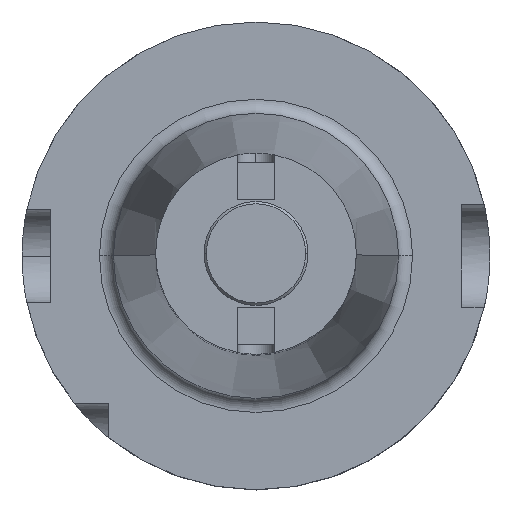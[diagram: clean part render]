
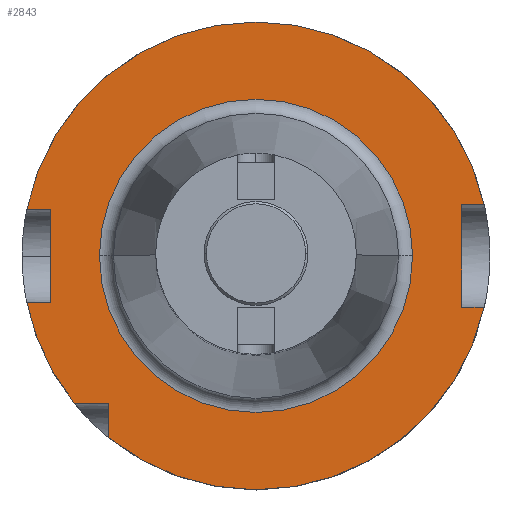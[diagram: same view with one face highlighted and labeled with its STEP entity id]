
A CAD part, top view. The second image highlights one B-rep face of the part: STEP entity #2843.
In plain terms, the highlighted planar face has unit normal (0, 0, 1).
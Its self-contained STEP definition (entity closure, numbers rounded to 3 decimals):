
#22 = DIRECTION ( 'NONE',  ( -1., 0., 0. ) ) ;
#87 = CARTESIAN_POINT ( 'NONE',  ( 0., 10., 29. ) ) ;
#95 = CARTESIAN_POINT ( 'NONE',  ( 0., -11., 29. ) ) ;
#138 = DIRECTION ( 'NONE',  ( 0., 1., 0. ) ) ;
#161 = VECTOR ( 'NONE', #1962, 1000. ) ;
#168 = DIRECTION ( 'NONE',  ( 0., 1., 0. ) ) ;
#185 = EDGE_CURVE ( 'NONE', #1473, #523, #2462, .T. ) ;
#194 = CARTESIAN_POINT ( 'NONE',  ( 0., 11., 29. ) ) ;
#198 = CARTESIAN_POINT ( 'NONE',  ( -44., -10., 29. ) ) ;
#226 = VERTEX_POINT ( 'NONE', #198 ) ;
#314 = AXIS2_PLACEMENT_3D ( 'NONE', #2700, #710, #168 ) ;
#332 = CARTESIAN_POINT ( 'NONE',  ( 48.775, 11., 29. ) ) ;
#349 = VERTEX_POINT ( 'NONE', #2166 ) ;
#391 = PLANE ( 'NONE',  #1791 ) ;
#397 = CARTESIAN_POINT ( 'NONE',  ( 0., -10., 29. ) ) ;
#523 = VERTEX_POINT ( 'NONE', #1092 ) ;
#537 = EDGE_CURVE ( 'NONE', #3346, #1600, #890, .T. ) ;
#574 = VECTOR ( 'NONE', #1636, 1000. ) ;
#605 = CARTESIAN_POINT ( 'NONE',  ( -31.5, -31.5, 29. ) ) ;
#606 = VERTEX_POINT ( 'NONE', #728 ) ;
#632 = VECTOR ( 'NONE', #3500, 1000. ) ;
#639 = CARTESIAN_POINT ( 'NONE',  ( 44., -11., 29. ) ) ;
#710 = DIRECTION ( 'NONE',  ( 0., 0., -1. ) ) ;
#715 = EDGE_CURVE ( 'NONE', #2457, #349, #1870, .T. ) ;
#728 = CARTESIAN_POINT ( 'NONE',  ( -31.5, -38.83, 29. ) ) ;
#757 = CARTESIAN_POINT ( 'NONE',  ( -48.99, 10., 29. ) ) ;
#827 = CARTESIAN_POINT ( 'NONE',  ( 0., -31.5, 29. ) ) ;
#869 = ORIENTED_EDGE ( 'NONE', *, *, #2065, .F. ) ;
#874 = LINE ( 'NONE', #1005, #3052 ) ;
#882 = AXIS2_PLACEMENT_3D ( 'NONE', #3370, #1678, #22 ) ;
#890 = LINE ( 'NONE', #827, #161 ) ;
#943 = ORIENTED_EDGE ( 'NONE', *, *, #3313, .F. ) ;
#1005 = CARTESIAN_POINT ( 'NONE',  ( -31.5, 0., 29. ) ) ;
#1006 = CIRCLE ( 'NONE', #314, 50. ) ;
#1033 = EDGE_CURVE ( 'NONE', #2808, #2457, #2589, .T. ) ;
#1075 = CARTESIAN_POINT ( 'NONE',  ( -44., -10., 29. ) ) ;
#1081 = ORIENTED_EDGE ( 'NONE', *, *, #185, .F. ) ;
#1092 = CARTESIAN_POINT ( 'NONE',  ( 44., -11., 29. ) ) ;
#1130 = EDGE_LOOP ( 'NONE', ( #869, #943 ) ) ;
#1166 = ORIENTED_EDGE ( 'NONE', *, *, #2078, .T. ) ;
#1170 = EDGE_CURVE ( 'NONE', #3371, #523, #1354, .T. ) ;
#1187 = VERTEX_POINT ( 'NONE', #2115 ) ;
#1202 = ORIENTED_EDGE ( 'NONE', *, *, #1884, .F. ) ;
#1212 = DIRECTION ( 'NONE',  ( 0., -1., 0. ) ) ;
#1287 = CIRCLE ( 'NONE', #882, 33.472 ) ;
#1303 = CARTESIAN_POINT ( 'NONE',  ( 33.472, 0., 29. ) ) ;
#1333 = EDGE_CURVE ( 'NONE', #1600, #1187, #1867, .T. ) ;
#1354 = LINE ( 'NONE', #95, #632 ) ;
#1381 = VERTEX_POINT ( 'NONE', #1303 ) ;
#1435 = ORIENTED_EDGE ( 'NONE', *, *, #1033, .F. ) ;
#1473 = VERTEX_POINT ( 'NONE', #3233 ) ;
#1493 = CIRCLE ( 'NONE', #2017, 50. ) ;
#1514 = DIRECTION ( 'NONE',  ( 0., 0., -1. ) ) ;
#1577 = DIRECTION ( 'NONE',  ( 0., 1., 0. ) ) ;
#1595 = CARTESIAN_POINT ( 'NONE',  ( 0., 0., 29. ) ) ;
#1600 = VERTEX_POINT ( 'NONE', #2994 ) ;
#1606 = DIRECTION ( 'NONE',  ( 0., 1., 0. ) ) ;
#1617 = ORIENTED_EDGE ( 'NONE', *, *, #2259, .F. ) ;
#1622 = DIRECTION ( 'NONE',  ( 0., 0., -1. ) ) ;
#1629 = LINE ( 'NONE', #397, #2317 ) ;
#1636 = DIRECTION ( 'NONE',  ( 0., -1., 0. ) ) ;
#1678 = DIRECTION ( 'NONE',  ( 0., 0., 1. ) ) ;
#1708 = VECTOR ( 'NONE', #3001, 1000. ) ;
#1720 = FACE_BOUND ( 'NONE', #1130, .T. ) ;
#1772 = DIRECTION ( 'NONE',  ( -1., 0., 0. ) ) ;
#1786 = VERTEX_POINT ( 'NONE', #3317 ) ;
#1791 = AXIS2_PLACEMENT_3D ( 'NONE', #2918, #2937, #1212 ) ;
#1803 = ORIENTED_EDGE ( 'NONE', *, *, #537, .F. ) ;
#1833 = DIRECTION ( 'NONE',  ( 0., 0., 1. ) ) ;
#1867 = CIRCLE ( 'NONE', #2398, 50. ) ;
#1870 = CIRCLE ( 'NONE', #1974, 50. ) ;
#1884 = EDGE_CURVE ( 'NONE', #3371, #606, #1006, .T. ) ;
#1897 = CARTESIAN_POINT ( 'NONE',  ( 0., 0., 29. ) ) ;
#1962 = DIRECTION ( 'NONE',  ( -1., 0., 0. ) ) ;
#1974 = AXIS2_PLACEMENT_3D ( 'NONE', #3501, #1514, #138 ) ;
#2011 = VECTOR ( 'NONE', #2467, 1000. ) ;
#2016 = EDGE_CURVE ( 'NONE', #349, #3343, #1493, .T. ) ;
#2017 = AXIS2_PLACEMENT_3D ( 'NONE', #3565, #2746, #3532 ) ;
#2034 = CARTESIAN_POINT ( 'NONE',  ( 48.775, -11., 29. ) ) ;
#2041 = ORIENTED_EDGE ( 'NONE', *, *, #2016, .F. ) ;
#2065 = EDGE_CURVE ( 'NONE', #1786, #1381, #2846, .T. ) ;
#2078 = EDGE_CURVE ( 'NONE', #1473, #3343, #3492, .T. ) ;
#2115 = CARTESIAN_POINT ( 'NONE',  ( -48.99, -10., 29. ) ) ;
#2133 = ORIENTED_EDGE ( 'NONE', *, *, #715, .F. ) ;
#2166 = CARTESIAN_POINT ( 'NONE',  ( 0., 50., 29. ) ) ;
#2176 = LINE ( 'NONE', #1075, #574 ) ;
#2259 = EDGE_CURVE ( 'NONE', #1187, #226, #1629, .T. ) ;
#2309 = ORIENTED_EDGE ( 'NONE', *, *, #3263, .T. ) ;
#2317 = VECTOR ( 'NONE', #2712, 1000. ) ;
#2389 = EDGE_LOOP ( 'NONE', ( #1803, #2645, #1202, #3179, #1081, #1166, #2041, #2133, #1435, #2309, #1617, #3225 ) ) ;
#2390 = FACE_OUTER_BOUND ( 'NONE', #2389, .T. ) ;
#2398 = AXIS2_PLACEMENT_3D ( 'NONE', #1897, #1622, #1606 ) ;
#2403 = EDGE_CURVE ( 'NONE', #606, #3346, #874, .T. ) ;
#2457 = VERTEX_POINT ( 'NONE', #757 ) ;
#2462 = LINE ( 'NONE', #639, #1708 ) ;
#2467 = DIRECTION ( 'NONE',  ( 1., 0., 0. ) ) ;
#2499 = VECTOR ( 'NONE', #1772, 1000. ) ;
#2582 = AXIS2_PLACEMENT_3D ( 'NONE', #1595, #1833, #3222 ) ;
#2589 = LINE ( 'NONE', #87, #2499 ) ;
#2645 = ORIENTED_EDGE ( 'NONE', *, *, #2403, .F. ) ;
#2700 = CARTESIAN_POINT ( 'NONE',  ( 0., 0., 29. ) ) ;
#2712 = DIRECTION ( 'NONE',  ( 1., 0., 0. ) ) ;
#2746 = DIRECTION ( 'NONE',  ( 0., 0., -1. ) ) ;
#2808 = VERTEX_POINT ( 'NONE', #3193 ) ;
#2843 = ADVANCED_FACE ( 'NONE', ( #1720, #2390 ), #391, .T. ) ;
#2846 = CIRCLE ( 'NONE', #2582, 33.472 ) ;
#2918 = CARTESIAN_POINT ( 'NONE',  ( 0., 0., 29. ) ) ;
#2937 = DIRECTION ( 'NONE',  ( 0., 0., 1. ) ) ;
#2994 = CARTESIAN_POINT ( 'NONE',  ( -38.83, -31.5, 29. ) ) ;
#3001 = DIRECTION ( 'NONE',  ( 0., -1., 0. ) ) ;
#3052 = VECTOR ( 'NONE', #1577, 1000. ) ;
#3179 = ORIENTED_EDGE ( 'NONE', *, *, #1170, .T. ) ;
#3193 = CARTESIAN_POINT ( 'NONE',  ( -44., 10., 29. ) ) ;
#3222 = DIRECTION ( 'NONE',  ( -1., 0., 0. ) ) ;
#3225 = ORIENTED_EDGE ( 'NONE', *, *, #1333, .F. ) ;
#3233 = CARTESIAN_POINT ( 'NONE',  ( 44., 11., 29. ) ) ;
#3263 = EDGE_CURVE ( 'NONE', #2808, #226, #2176, .T. ) ;
#3313 = EDGE_CURVE ( 'NONE', #1381, #1786, #1287, .T. ) ;
#3317 = CARTESIAN_POINT ( 'NONE',  ( -33.472, 0., 29. ) ) ;
#3343 = VERTEX_POINT ( 'NONE', #332 ) ;
#3346 = VERTEX_POINT ( 'NONE', #605 ) ;
#3370 = CARTESIAN_POINT ( 'NONE',  ( 0., 0., 29. ) ) ;
#3371 = VERTEX_POINT ( 'NONE', #2034 ) ;
#3492 = LINE ( 'NONE', #194, #2011 ) ;
#3500 = DIRECTION ( 'NONE',  ( -1., 0., 0. ) ) ;
#3501 = CARTESIAN_POINT ( 'NONE',  ( 0., 0., 29. ) ) ;
#3532 = DIRECTION ( 'NONE',  ( 0., 1., 0. ) ) ;
#3565 = CARTESIAN_POINT ( 'NONE',  ( 0., 0., 29. ) ) ;
